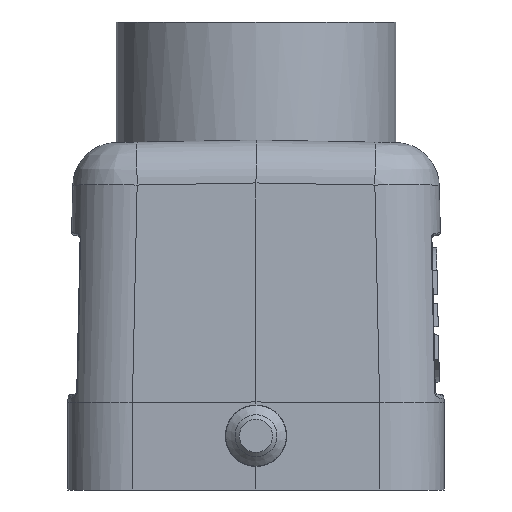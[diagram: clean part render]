
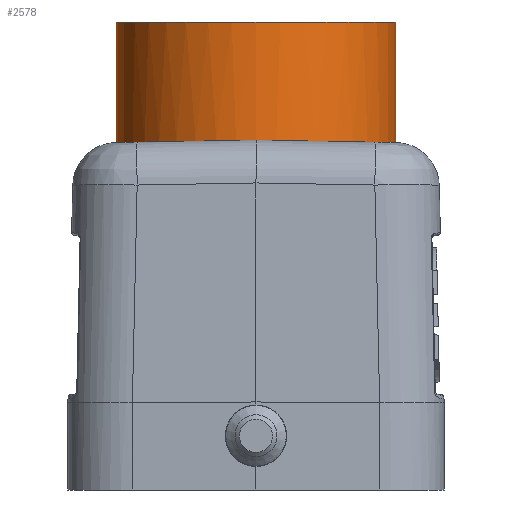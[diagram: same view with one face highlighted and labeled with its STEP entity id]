
A CAD part, left-side view. The second image highlights one B-rep face of the part: STEP entity #2578.
In plain terms, the highlighted cylindrical face has radius 16 mm (diameter 32 mm), a full revolution.
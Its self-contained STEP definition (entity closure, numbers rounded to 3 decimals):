
#1736=CYLINDRICAL_SURFACE('',#5625,16.);
#1786=ELLIPSE('',#5534,16.002,16.);
#1789=ELLIPSE('',#5538,16.002,16.);
#2578=ADVANCED_FACE('',(#2893,#2894),#1736,.T.);
#2893=FACE_BOUND('',#3046,.T.);
#2894=FACE_BOUND('',#3047,.T.);
#3046=EDGE_LOOP('',(#3703));
#3047=EDGE_LOOP('',(#3704,#3705));
#3703=ORIENTED_EDGE('',*,*,#4643,.F.);
#3704=ORIENTED_EDGE('',*,*,#4825,.T.);
#3705=ORIENTED_EDGE('',*,*,#4818,.F.);
#4284=VERTEX_POINT('',#6721);
#4449=VERTEX_POINT('',#7229);
#4450=VERTEX_POINT('',#7231);
#4643=EDGE_CURVE('',#4284,#4284,#5179,.T.);
#4818=EDGE_CURVE('',#4449,#4450,#1786,.T.);
#4825=EDGE_CURVE('',#4449,#4450,#1789,.T.);
#5179=CIRCLE('',#5473,16.);
#5473=AXIS2_PLACEMENT_3D('',#6720,#5775,#5776);
#5534=AXIS2_PLACEMENT_3D('',#7230,#6024,#6025);
#5538=AXIS2_PLACEMENT_3D('',#7244,#6036,#6037);
#5625=AXIS2_PLACEMENT_3D('',#7730,#6287,#6288);
#5775=DIRECTION('',(0.,0.,1.));
#5776=DIRECTION('',(0.,1.,0.));
#6024=DIRECTION('',(0.,0.017,-1.));
#6025=DIRECTION('',(0.,1.,0.017));
#6036=DIRECTION('',(0.,0.017,1.));
#6037=DIRECTION('',(0.,-1.,0.017));
#6287=DIRECTION('',(0.,0.,1.));
#6288=DIRECTION('',(0.,-1.,0.));
#6720=CARTESIAN_POINT('',(0.,0.,44.35));
#6721=CARTESIAN_POINT('',(0.,16.,44.35));
#7229=CARTESIAN_POINT('',(16.,0.,30.85));
#7230=CARTESIAN_POINT('',(0.,0.,30.85));
#7231=CARTESIAN_POINT('',(-16.,0.,30.85));
#7244=CARTESIAN_POINT('',(0.,0.,30.85));
#7730=CARTESIAN_POINT('',(0.,0.,29.35));
